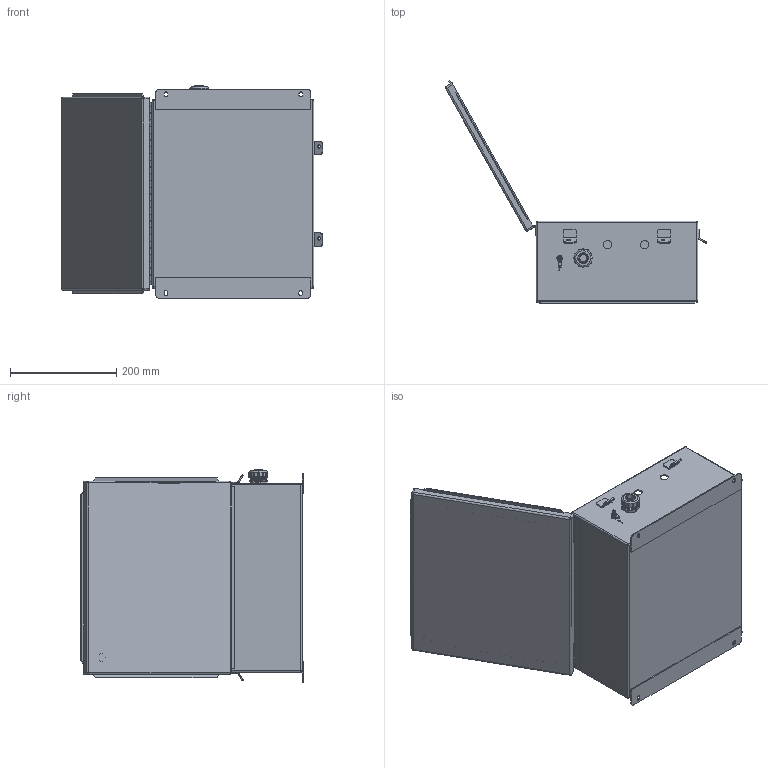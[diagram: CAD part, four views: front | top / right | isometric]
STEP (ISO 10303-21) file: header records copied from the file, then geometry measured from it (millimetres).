
FILE_DESCRIPTION (( 'STEP AP214' ), '1' );
FILE_NAME ('NBS141206-100.STEP', '2013-05-31T19:17:59', ( '' ), ( '' ), 'SwSTEP 2.0', 'SolidWorks 2012', '' );
FILE_SCHEMA (( 'AUTOMOTIVE_DESIGN' ));
Length unit declared in the file: inch
Products named in the file (22): XFS-0006; NEMA GroundWire; XCT-0011; XCT-0010; XFS-0017; XFN-0013; XF797-02; XCT-0005; XFN-0003; XFS-0026; XC-0003; XMH-0010; XFW-0002; 10-32 NEMA PLATE SCREW; XCTB-0002-HOLD; XF451-01; XMH-0007; NBS141206_LatchTab; NBS141206_Lid; NBS141206_Hinge; NBS141206_Box; NBS141206-100
Assembly tree (43 placements, depth 2):
  NBS141206-100
    NBS141206_Box
    NBS141206_Hinge  x2
    NBS141206_Lid
    NBS141206_LatchTab  x6
    XMH-0007  x4
    XF451-01
    XCTB-0002-HOLD
    10-32 NEMA PLATE SCREW  x4
    XFW-0002  x5
    XMH-0010  x2
    XC-0003
    XFS-0026
    XFN-0003  x2
    XCT-0005
    XF797-02
    XFN-0013  x2
    XFS-0017  x3
    XCT-0010
    XCT-0011
    NEMA GroundWire
    XFS-0006  x2
Bounding box: 492.29 x 418.98 x 399.8 mm (x, y, z)
Volume: 1480292.5 mm3; surface area: 1221386.4 mm2
Topology: 43 solids, 44 shells, 3941 faces, 9679 edges, 5887 vertices
Faces by surface type: plane 1296, cylinder 1189, cone 1095, torus 279, bspline 58, sphere 24
Entity records: 88910 total; most frequent: CARTESIAN_POINT 15924, DIRECTION 12217, ORIENTED_EDGE 11366, EDGE_CURVE 5683, AXIS2_PLACEMENT_3D 4619, VERTEX_POINT 3480, LINE 2979, VECTOR 2979
